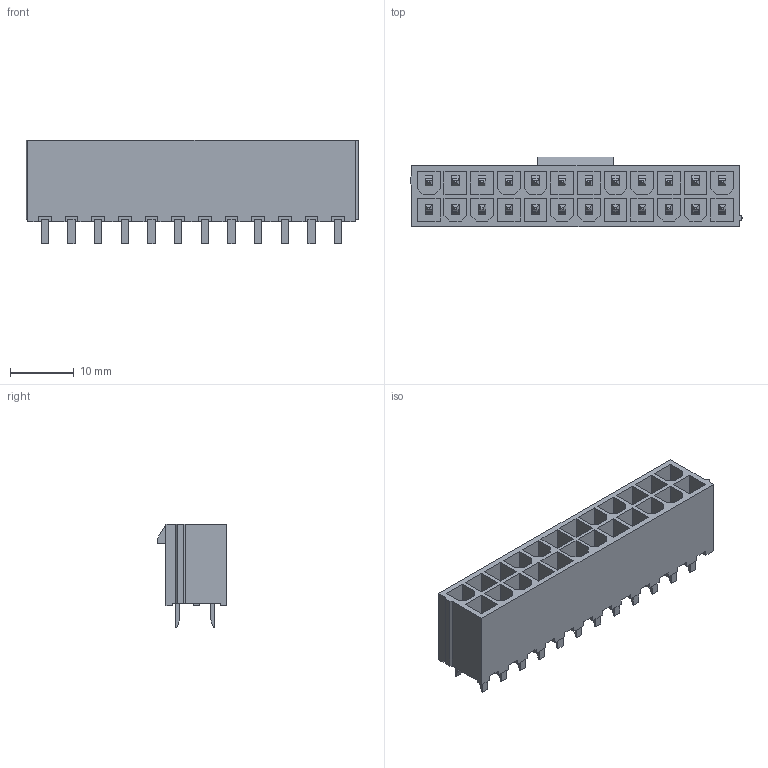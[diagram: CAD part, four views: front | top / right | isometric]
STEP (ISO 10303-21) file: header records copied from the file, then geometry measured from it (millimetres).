
FILE_DESCRIPTION((''),'2;1');
FILE_NAME('442060002','2015-08-21T',('me'),(''),'PRO/ENGINEER BY PARAMETRIC TECHNOLOGY CORPORATION, 2011490','PRO/ENGINEER BY PARAMETRIC TECHNOLOGY CORPORATION, 2011490','');
FILE_SCHEMA(('CONFIG_CONTROL_DESIGN'));
Length unit declared in the file: millimetre
Products named in the file (1): 442060002
Bounding box: 52.26 x 11 x 16.3 mm (x, y, z)
Volume: 3598.1 mm3; surface area: 6667.7 mm2
Topology: 25 solids, 25 shells, 793 faces, 2083 edges, 1436 vertices
Faces by surface type: plane 768, cylinder 25
Entity records: 23854 total; most frequent: CARTESIAN_POINT 4481, ORIENTED_EDGE 3974, DIRECTION 3673, EDGE_CURVE 1987, VECTOR 1985, LINE 1985, VERTEX_POINT 1292, AXIS2_PLACEMENT_3D 844
